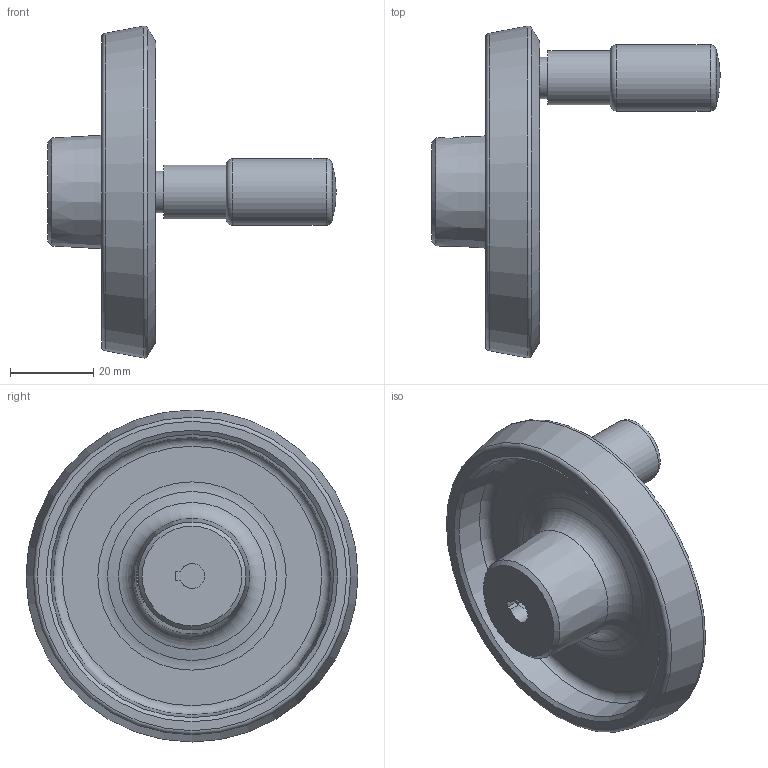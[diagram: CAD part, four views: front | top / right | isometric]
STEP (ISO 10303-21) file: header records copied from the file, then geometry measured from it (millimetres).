
FILE_DESCRIPTION(/* description */ ('STEP AP214'),/* implementation_level */ '2;1');
FILE_NAME(/* name */ 'Handwheel VZH-18-80-R-2',/* time_stamp */ '2023-03-01T14:01:40+01:00',/* author */ ('License CC BY-ND 4.0'),/* organization */ ('CADENAS'),/* preprocessor_version */ 'ST-DEVELOPER v18.102',/* originating_system */ 'PARTsolutions',/* authorisation */ ' ');
FILE_SCHEMA (('AUTOMOTIVE_DESIGN {1 0 10303 214 3 1 1}'));
Length unit declared in the file: millimetre
Products named in the file (1): Handwheel VZH-18-80-R-2
Bounding box: 69.5 x 80 x 80 mm (x, y, z)
Volume: 45472.6 mm3; surface area: 18706.8 mm2
Topology: 1 solids, 1 shells, 50 faces, 106 edges, 66 vertices
Faces by surface type: plane 23, torus 10, cylinder 8, cone 8, sphere 1
Full cylindrical faces by diameter (mm): 5 x2, 10 x1, 13 x1, 16 x1, 17 x2
Entity records: 1561 total; most frequent: CARTESIAN_POINT 223, DIRECTION 208, ORIENTED_EDGE 150, AXIS2_PLACEMENT_3D 86, EDGE_LOOP 84, FACE_BOUND 84, EDGE_CURVE 75, VERTEX_POINT 61
